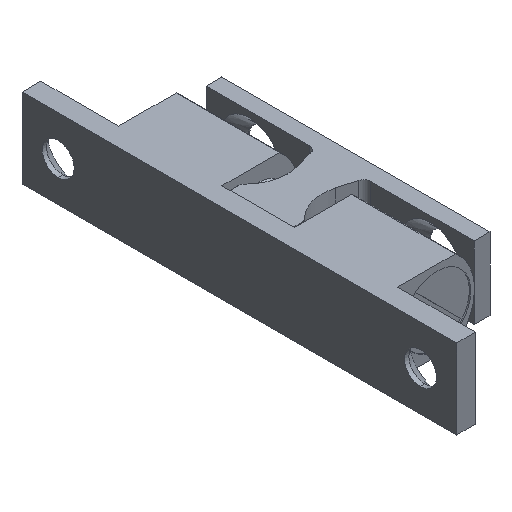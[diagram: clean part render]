
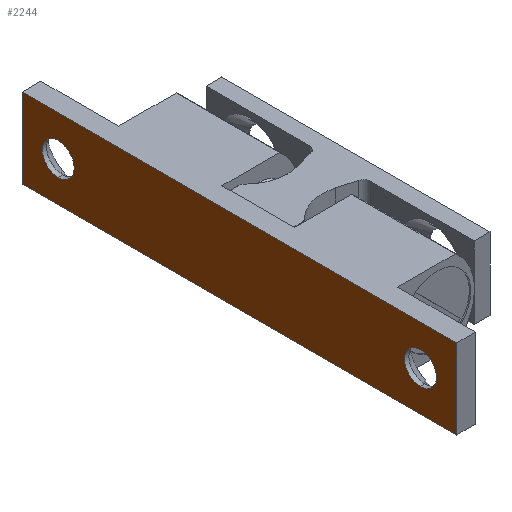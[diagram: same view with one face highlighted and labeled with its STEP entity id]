
A CAD part, isometric view. The second image highlights one B-rep face of the part: STEP entity #2244.
In plain terms, the highlighted face is planar.
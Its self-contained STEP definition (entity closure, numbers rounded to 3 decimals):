
#81 = CARTESIAN_POINT ( 'NONE',  ( 30., 0., 5.5 ) ) ;
#136 = VECTOR ( 'NONE', #1471, 1000. ) ;
#138 = EDGE_LOOP ( 'NONE', ( #2015, #1968 ) ) ;
#154 = ORIENTED_EDGE ( 'NONE', *, *, #1310, .F. ) ;
#164 = VERTEX_POINT ( 'NONE', #734 ) ;
#183 = VERTEX_POINT ( 'NONE', #1129 ) ;
#199 = CARTESIAN_POINT ( 'NONE',  ( -30., 0., -5.5 ) ) ;
#287 = AXIS2_PLACEMENT_3D ( 'NONE', #2042, #735, #375 ) ;
#307 = DIRECTION ( 'NONE',  ( 0., 1., 0. ) ) ;
#361 = FACE_OUTER_BOUND ( 'NONE', #1867, .T. ) ;
#375 = DIRECTION ( 'NONE',  ( 0., 0., 1. ) ) ;
#376 = VECTOR ( 'NONE', #2051, 1000. ) ;
#390 = AXIS2_PLACEMENT_3D ( 'NONE', #1616, #2357, #1014 ) ;
#407 = LINE ( 'NONE', #199, #1406 ) ;
#450 = VERTEX_POINT ( 'NONE', #1986 ) ;
#489 = EDGE_CURVE ( 'NONE', #164, #1170, #1953, .T. ) ;
#499 = ORIENTED_EDGE ( 'NONE', *, *, #1468, .T. ) ;
#505 = ORIENTED_EDGE ( 'NONE', *, *, #489, .T. ) ;
#531 = EDGE_CURVE ( 'NONE', #183, #804, #407, .T. ) ;
#532 = EDGE_CURVE ( 'NONE', #804, #2300, #2010, .T. ) ;
#559 = EDGE_CURVE ( 'NONE', #450, #1817, #2189, .T. ) ;
#561 = CARTESIAN_POINT ( 'NONE',  ( 25., 0., 0. ) ) ;
#629 = DIRECTION ( 'NONE',  ( 0., 0., 1. ) ) ;
#715 = PLANE ( 'NONE',  #390 ) ;
#734 = CARTESIAN_POINT ( 'NONE',  ( -25., 0., 2.2 ) ) ;
#735 = DIRECTION ( 'NONE',  ( 0., 1., 0. ) ) ;
#790 = CIRCLE ( 'NONE', #287, 2.2 ) ;
#804 = VERTEX_POINT ( 'NONE', #1536 ) ;
#879 = FACE_BOUND ( 'NONE', #1122, .T. ) ;
#916 = AXIS2_PLACEMENT_3D ( 'NONE', #2361, #307, #1079 ) ;
#991 = AXIS2_PLACEMENT_3D ( 'NONE', #1159, #1719, #629 ) ;
#1014 = DIRECTION ( 'NONE',  ( 0., 0., 1. ) ) ;
#1071 = FACE_BOUND ( 'NONE', #138, .T. ) ;
#1079 = DIRECTION ( 'NONE',  ( 0., 0., 1. ) ) ;
#1082 = LINE ( 'NONE', #1240, #1477 ) ;
#1092 = DIRECTION ( 'NONE',  ( 0., 0., -1. ) ) ;
#1122 = EDGE_LOOP ( 'NONE', ( #505, #499 ) ) ;
#1129 = CARTESIAN_POINT ( 'NONE',  ( 30., 0., -5.5 ) ) ;
#1144 = AXIS2_PLACEMENT_3D ( 'NONE', #561, #2207, #1659 ) ;
#1159 = CARTESIAN_POINT ( 'NONE',  ( 25., 0., 0. ) ) ;
#1170 = VERTEX_POINT ( 'NONE', #1194 ) ;
#1194 = CARTESIAN_POINT ( 'NONE',  ( -25., 0., -2.2 ) ) ;
#1226 = CIRCLE ( 'NONE', #991, 2.2 ) ;
#1240 = CARTESIAN_POINT ( 'NONE',  ( 30., 0., -5.5 ) ) ;
#1241 = ORIENTED_EDGE ( 'NONE', *, *, #531, .F. ) ;
#1269 = DIRECTION ( 'NONE',  ( -1., 0., 0. ) ) ;
#1310 = EDGE_CURVE ( 'NONE', #1561, #183, #1082, .T. ) ;
#1406 = VECTOR ( 'NONE', #1269, 1000. ) ;
#1448 = LINE ( 'NONE', #2008, #136 ) ;
#1468 = EDGE_CURVE ( 'NONE', #1170, #164, #790, .T. ) ;
#1471 = DIRECTION ( 'NONE',  ( 1., 0., 0. ) ) ;
#1477 = VECTOR ( 'NONE', #1092, 1000. ) ;
#1536 = CARTESIAN_POINT ( 'NONE',  ( -30., 0., -5.5 ) ) ;
#1561 = VERTEX_POINT ( 'NONE', #81 ) ;
#1616 = CARTESIAN_POINT ( 'NONE',  ( 0., 0., 0. ) ) ;
#1659 = DIRECTION ( 'NONE',  ( 0., 0., 1. ) ) ;
#1719 = DIRECTION ( 'NONE',  ( 0., -1., 0. ) ) ;
#1762 = CARTESIAN_POINT ( 'NONE',  ( -30., 0., 5.5 ) ) ;
#1817 = VERTEX_POINT ( 'NONE', #2184 ) ;
#1856 = ORIENTED_EDGE ( 'NONE', *, *, #2040, .F. ) ;
#1867 = EDGE_LOOP ( 'NONE', ( #1965, #1241, #154, #1856 ) ) ;
#1872 = CARTESIAN_POINT ( 'NONE',  ( -30., 0., -5.5 ) ) ;
#1953 = CIRCLE ( 'NONE', #916, 2.2 ) ;
#1965 = ORIENTED_EDGE ( 'NONE', *, *, #532, .F. ) ;
#1968 = ORIENTED_EDGE ( 'NONE', *, *, #2170, .F. ) ;
#1986 = CARTESIAN_POINT ( 'NONE',  ( 25., 0., 2.2 ) ) ;
#2008 = CARTESIAN_POINT ( 'NONE',  ( -30., 0., 5.5 ) ) ;
#2010 = LINE ( 'NONE', #1872, #376 ) ;
#2015 = ORIENTED_EDGE ( 'NONE', *, *, #559, .F. ) ;
#2040 = EDGE_CURVE ( 'NONE', #2300, #1561, #1448, .T. ) ;
#2042 = CARTESIAN_POINT ( 'NONE',  ( -25., 0., 0. ) ) ;
#2051 = DIRECTION ( 'NONE',  ( 0., 0., 1. ) ) ;
#2170 = EDGE_CURVE ( 'NONE', #1817, #450, #1226, .T. ) ;
#2184 = CARTESIAN_POINT ( 'NONE',  ( 25., 0., -2.2 ) ) ;
#2189 = CIRCLE ( 'NONE', #1144, 2.2 ) ;
#2207 = DIRECTION ( 'NONE',  ( 0., -1., 0. ) ) ;
#2244 = ADVANCED_FACE ( 'NONE', ( #1071, #879, #361 ), #715, .F. ) ;
#2300 = VERTEX_POINT ( 'NONE', #1762 ) ;
#2357 = DIRECTION ( 'NONE',  ( 0., 1., 0. ) ) ;
#2361 = CARTESIAN_POINT ( 'NONE',  ( -25., 0., 0. ) ) ;
